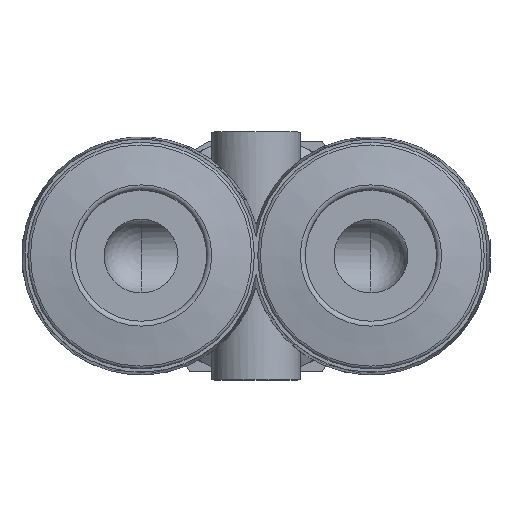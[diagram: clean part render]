
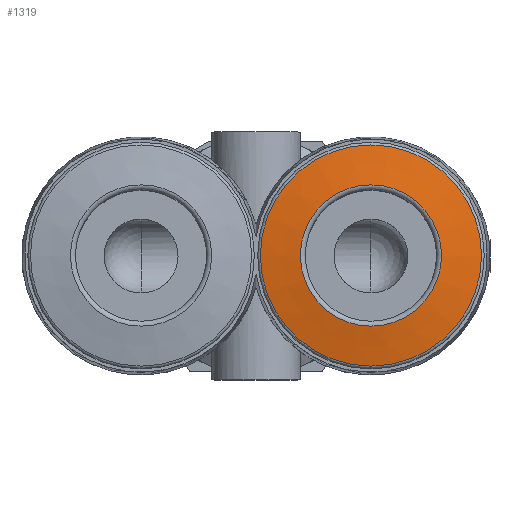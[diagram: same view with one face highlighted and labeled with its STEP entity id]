
A CAD part, top view. The second image highlights one B-rep face of the part: STEP entity #1319.
In plain terms, the highlighted conical face has half-angle 80 degrees and reference radius 6.735 mm.
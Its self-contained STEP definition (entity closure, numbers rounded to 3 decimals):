
#69=CONICAL_SURFACE('',#1478,6.735,1.396);
#365=ORIENTED_EDGE('',*,*,#678,.F.);
#366=ORIENTED_EDGE('',*,*,#677,.T.);
#677=EDGE_CURVE('',#836,#836,#934,.T.);
#678=EDGE_CURVE('',#837,#837,#935,.T.);
#836=VERTEX_POINT('',#2352);
#837=VERTEX_POINT('',#2355);
#934=CIRCLE('',#1477,6.735);
#935=CIRCLE('',#1479,4.3);
#1024=EDGE_LOOP('',(#365));
#1025=EDGE_LOOP('',(#366));
#1167=FACE_BOUND('',#1024,.T.);
#1168=FACE_BOUND('',#1025,.T.);
#1319=ADVANCED_FACE('',(#1167,#1168),#69,.T.);
#1477=AXIS2_PLACEMENT_3D('',#2351,#1756,#1757);
#1478=AXIS2_PLACEMENT_3D('',#2353,#1758,#1759);
#1479=AXIS2_PLACEMENT_3D('',#2354,#1760,#1761);
#1756=DIRECTION('',(0.,0.,1.));
#1757=DIRECTION('',(1.,0.,0.));
#1758=DIRECTION('',(0.,0.,-1.));
#1759=DIRECTION('',(-1.,0.,0.));
#1760=DIRECTION('',(0.,0.,1.));
#1761=DIRECTION('',(1.,0.,0.));
#2351=CARTESIAN_POINT('',(7.,0.,16.771));
#2352=CARTESIAN_POINT('',(13.735,0.,16.771));
#2353=CARTESIAN_POINT('',(7.,0.,16.771));
#2354=CARTESIAN_POINT('',(7.,0.,17.2));
#2355=CARTESIAN_POINT('',(11.3,0.,17.2));
